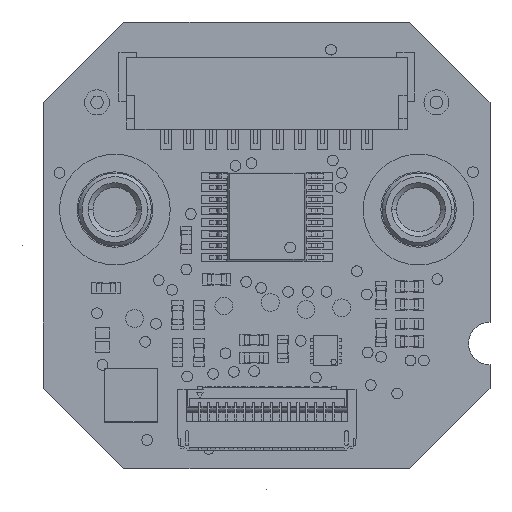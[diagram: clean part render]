
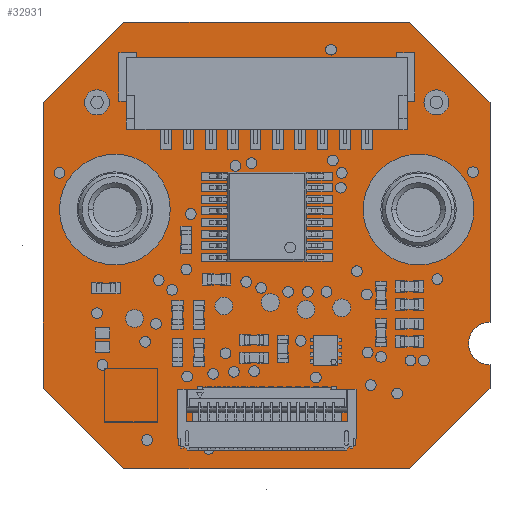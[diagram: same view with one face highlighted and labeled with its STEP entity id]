
A CAD part, top view. The second image highlights one B-rep face of the part: STEP entity #32931.
In plain terms, the highlighted planar face has unit normal (0, 0, 1).
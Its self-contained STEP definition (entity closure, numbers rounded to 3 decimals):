
#1007=CIRCLE('',#94298,1.2);
#1009=CIRCLE('',#94302,0.35);
#1011=CIRCLE('',#94305,0.35);
#1013=CIRCLE('',#94308,2.11);
#1014=CIRCLE('',#94310,2.11);
#31381=FACE_BOUND('',#43551,.T.);
#31382=FACE_BOUND('',#43552,.T.);
#31383=FACE_BOUND('',#43553,.T.);
#31384=FACE_BOUND('',#43554,.T.);
#31385=FACE_BOUND('',#43555,.T.);
#32931=ADVANCED_FACE('',(#31381,#31382,#31383,#31384,#31385),#36443,.T.);
#36443=PLANE('',#94311);
#43551=EDGE_LOOP('',(#51273));
#43552=EDGE_LOOP('',(#51274));
#43553=EDGE_LOOP('',(#51275));
#43554=EDGE_LOOP('',(#51276));
#43555=EDGE_LOOP('',(#51277,#51278,#51279,#51280,#51281,#51282,#51283,#51284,
#51285,#51286));
#51273=ORIENTED_EDGE('',*,*,#71573,.T.);
#51274=ORIENTED_EDGE('',*,*,#71572,.T.);
#51275=ORIENTED_EDGE('',*,*,#71570,.T.);
#51276=ORIENTED_EDGE('',*,*,#71568,.T.);
#51277=ORIENTED_EDGE('',*,*,#71566,.F.);
#51278=ORIENTED_EDGE('',*,*,#71539,.F.);
#51279=ORIENTED_EDGE('',*,*,#71543,.F.);
#51280=ORIENTED_EDGE('',*,*,#71546,.F.);
#51281=ORIENTED_EDGE('',*,*,#71549,.F.);
#51282=ORIENTED_EDGE('',*,*,#71552,.F.);
#51283=ORIENTED_EDGE('',*,*,#71555,.F.);
#51284=ORIENTED_EDGE('',*,*,#71558,.F.);
#51285=ORIENTED_EDGE('',*,*,#71561,.F.);
#51286=ORIENTED_EDGE('',*,*,#71564,.F.);
#65007=VERTEX_POINT('',#119935);
#65008=VERTEX_POINT('',#119937);
#65010=VERTEX_POINT('',#119943);
#65012=VERTEX_POINT('',#119949);
#65014=VERTEX_POINT('',#119955);
#65016=VERTEX_POINT('',#119961);
#65018=VERTEX_POINT('',#119967);
#65020=VERTEX_POINT('',#119973);
#65022=VERTEX_POINT('',#119979);
#65024=VERTEX_POINT('',#119985);
#65026=VERTEX_POINT('',#119994);
#65028=VERTEX_POINT('',#119999);
#65030=VERTEX_POINT('',#120004);
#65031=VERTEX_POINT('',#120007);
#71539=EDGE_CURVE('',#65007,#65008,#79595,.T.);
#71543=EDGE_CURVE('',#65010,#65007,#79599,.T.);
#71546=EDGE_CURVE('',#65012,#65010,#79602,.T.);
#71549=EDGE_CURVE('',#65014,#65012,#79605,.T.);
#71552=EDGE_CURVE('',#65016,#65014,#79608,.T.);
#71555=EDGE_CURVE('',#65018,#65016,#79611,.T.);
#71558=EDGE_CURVE('',#65020,#65018,#79614,.T.);
#71561=EDGE_CURVE('',#65022,#65020,#79617,.T.);
#71564=EDGE_CURVE('',#65024,#65022,#1007,.T.);
#71566=EDGE_CURVE('',#65008,#65024,#79620,.T.);
#71568=EDGE_CURVE('',#65026,#65026,#1009,.T.);
#71570=EDGE_CURVE('',#65028,#65028,#1011,.T.);
#71572=EDGE_CURVE('',#65030,#65030,#1013,.T.);
#71573=EDGE_CURVE('',#65031,#65031,#1014,.T.);
#79595=LINE('',#119936,#87099);
#79599=LINE('',#119944,#87103);
#79602=LINE('',#119950,#87106);
#79605=LINE('',#119956,#87109);
#79608=LINE('',#119962,#87112);
#79611=LINE('',#119968,#87115);
#79614=LINE('',#119974,#87118);
#79617=LINE('',#119980,#87121);
#79620=LINE('',#119989,#87124);
#87099=VECTOR('',#102841,1.);
#87103=VECTOR('',#102847,1.);
#87106=VECTOR('',#102852,1.);
#87109=VECTOR('',#102857,1.);
#87112=VECTOR('',#102862,1.);
#87115=VECTOR('',#102867,1.);
#87118=VECTOR('',#102872,1.);
#87121=VECTOR('',#102877,1.);
#87124=VECTOR('',#102888,1.);
#94298=AXIS2_PLACEMENT_3D('',#119986,#102883,#102884);
#94302=AXIS2_PLACEMENT_3D('',#119993,#102893,#102894);
#94305=AXIS2_PLACEMENT_3D('',#119998,#102899,#102900);
#94308=AXIS2_PLACEMENT_3D('',#120003,#102905,#102906);
#94310=AXIS2_PLACEMENT_3D('',#120006,#102909,#102910);
#94311=AXIS2_PLACEMENT_3D('',#120008,#102911,#102912);
#102841=DIRECTION('',(0.707,-0.707,0.));
#102847=DIRECTION('',(1.,0.,0.));
#102852=DIRECTION('',(0.707,0.707,0.));
#102857=DIRECTION('',(0.,1.,0.));
#102862=DIRECTION('',(-0.707,0.707,0.));
#102867=DIRECTION('',(-1.,0.,0.));
#102872=DIRECTION('',(-0.707,-0.707,0.));
#102877=DIRECTION('',(0.,-1.,0.));
#102883=DIRECTION('',(0.,0.,1.));
#102884=DIRECTION('',(-1.,0.,0.));
#102888=DIRECTION('',(0.,-1.,0.));
#102893=DIRECTION('',(0.,0.,-1.));
#102894=DIRECTION('',(0.,-1.,0.));
#102899=DIRECTION('',(0.,0.,-1.));
#102900=DIRECTION('',(0.,-1.,0.));
#102905=DIRECTION('',(0.,0.,-1.));
#102906=DIRECTION('',(-1.,0.,0.));
#102909=DIRECTION('',(0.,0.,-1.));
#102910=DIRECTION('',(-1.,0.,0.));
#102911=DIRECTION('',(0.,0.,1.));
#102912=DIRECTION('',(-1.,0.,0.));
#119935=CARTESIAN_POINT('',(20.5,25.,0.543));
#119936=CARTESIAN_POINT('',(20.5,25.,0.543));
#119937=CARTESIAN_POINT('',(25.,20.5,0.543));
#119943=CARTESIAN_POINT('',(4.5,25.,0.543));
#119944=CARTESIAN_POINT('',(4.5,25.,0.543));
#119949=CARTESIAN_POINT('',(0.,20.5,0.543));
#119950=CARTESIAN_POINT('',(0.,20.5,0.543));
#119955=CARTESIAN_POINT('',(0.,4.5,0.543));
#119956=CARTESIAN_POINT('',(0.,4.5,0.543));
#119961=CARTESIAN_POINT('',(4.5,0.,0.543));
#119962=CARTESIAN_POINT('',(4.5,0.,0.543));
#119967=CARTESIAN_POINT('',(20.5,0.,0.543));
#119968=CARTESIAN_POINT('',(20.5,0.,0.543));
#119973=CARTESIAN_POINT('',(25.,4.5,0.543));
#119974=CARTESIAN_POINT('',(25.,4.5,0.543));
#119979=CARTESIAN_POINT('',(25.,5.8,0.543));
#119980=CARTESIAN_POINT('',(25.,5.8,0.543));
#119985=CARTESIAN_POINT('',(25.,8.2,0.543));
#119986=CARTESIAN_POINT('',(25.,7.,0.543));
#119989=CARTESIAN_POINT('',(25.,20.5,0.543));
#119993=CARTESIAN_POINT('',(3.,20.5,0.543));
#119994=CARTESIAN_POINT('',(3.,20.85,0.543));
#119998=CARTESIAN_POINT('',(22.,20.5,0.543));
#119999=CARTESIAN_POINT('',(22.,20.85,0.543));
#120003=CARTESIAN_POINT('',(21.,14.5,0.543));
#120004=CARTESIAN_POINT('',(23.11,14.5,0.543));
#120006=CARTESIAN_POINT('',(4.,14.5,0.543));
#120007=CARTESIAN_POINT('',(6.11,14.5,0.543));
#120008=CARTESIAN_POINT('',(12.66,12.417,0.543));
